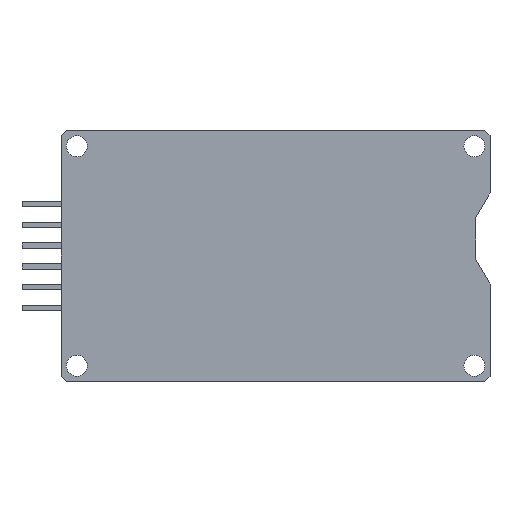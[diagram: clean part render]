
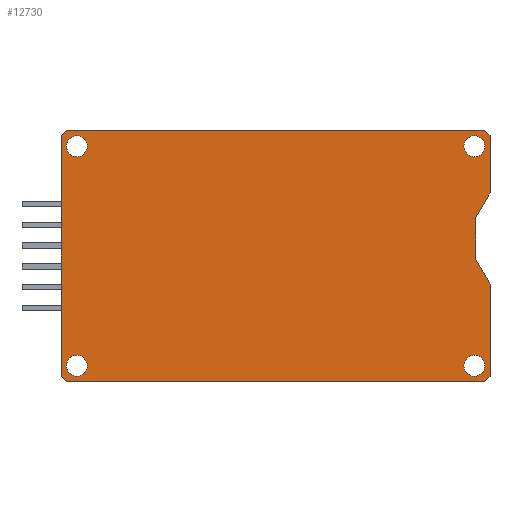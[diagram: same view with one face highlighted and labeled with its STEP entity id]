
A CAD part, front view. The second image highlights one B-rep face of the part: STEP entity #12730.
In plain terms, the highlighted planar face has unit normal (0, -1, 0).
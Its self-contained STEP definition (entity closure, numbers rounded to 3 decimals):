
#12067=CARTESIAN_POINT('',(20.5,0.,11.5));
#12068=VERTEX_POINT('',#12067);
#12069=CARTESIAN_POINT('',(20.5,0.,6.029));
#12070=VERTEX_POINT('',#12069);
#12071=CARTESIAN_POINT('',(20.5,0.,11.5));
#12072=DIRECTION('',(-0.,0.,-1.));
#12073=VECTOR('',#12072,5.471);
#12074=LINE('',#12071,#12073);
#12075=EDGE_CURVE('',#12068,#12070,#12074,.T.);
#12454=CARTESIAN_POINT('',(20.5,0.,-2.678));
#12455=VERTEX_POINT('',#12454);
#12462=CARTESIAN_POINT('',(20.5,0.,-11.5));
#12463=VERTEX_POINT('',#12462);
#12464=CARTESIAN_POINT('',(20.5,0.,-2.678));
#12465=DIRECTION('',(-0.,0.,-1.));
#12466=VECTOR('',#12465,8.822);
#12467=LINE('',#12464,#12466);
#12468=EDGE_CURVE('',#12455,#12463,#12467,.T.);
#12485=CARTESIAN_POINT('',(20.,0.,-12.));
#12486=VERTEX_POINT('',#12485);
#12487=CARTESIAN_POINT('',(20.5,0.,-11.5));
#12488=DIRECTION('',(-0.707,0.,-0.707));
#12489=VECTOR('',#12488,0.707);
#12490=LINE('',#12487,#12489);
#12491=EDGE_CURVE('',#12463,#12486,#12490,.T.);
#12510=CARTESIAN_POINT('',(-20.,0.,-12.));
#12511=VERTEX_POINT('',#12510);
#12512=CARTESIAN_POINT('',(20.,0.,-12.));
#12513=DIRECTION('',(-1.,0.,0.));
#12514=VECTOR('',#12513,40.);
#12515=LINE('',#12512,#12514);
#12516=EDGE_CURVE('',#12486,#12511,#12515,.T.);
#12535=CARTESIAN_POINT('',(-20.5,0.,-11.5));
#12536=VERTEX_POINT('',#12535);
#12537=CARTESIAN_POINT('',(-20.,0.,-12.));
#12538=DIRECTION('',(-0.707,0.,0.707));
#12539=VECTOR('',#12538,0.707);
#12540=LINE('',#12537,#12539);
#12541=EDGE_CURVE('',#12511,#12536,#12540,.T.);
#12560=CARTESIAN_POINT('',(-20.5,0.,11.5));
#12561=VERTEX_POINT('',#12560);
#12562=CARTESIAN_POINT('',(-20.5,0.,-11.5));
#12563=DIRECTION('',(0.,0.,1.));
#12564=VECTOR('',#12563,23.);
#12565=LINE('',#12562,#12564);
#12566=EDGE_CURVE('',#12536,#12561,#12565,.T.);
#12585=CARTESIAN_POINT('',(-20.,0.,12.));
#12586=VERTEX_POINT('',#12585);
#12587=CARTESIAN_POINT('',(-20.5,0.,11.5));
#12588=DIRECTION('',(0.707,0.,0.707));
#12589=VECTOR('',#12588,0.707);
#12590=LINE('',#12587,#12589);
#12591=EDGE_CURVE('',#12561,#12586,#12590,.T.);
#12610=CARTESIAN_POINT('',(20.,0.,12.));
#12611=VERTEX_POINT('',#12610);
#12612=CARTESIAN_POINT('',(-20.,0.,12.));
#12613=DIRECTION('',(1.,0.,-0.));
#12614=VECTOR('',#12613,40.);
#12615=LINE('',#12612,#12614);
#12616=EDGE_CURVE('',#12586,#12611,#12615,.T.);
#12635=CARTESIAN_POINT('',(20.,0.,12.));
#12636=DIRECTION('',(0.707,0.,-0.707));
#12637=VECTOR('',#12636,0.707);
#12638=LINE('',#12635,#12637);
#12639=EDGE_CURVE('',#12611,#12068,#12638,.T.);
#12648=CARTESIAN_POINT('',(0.,0.,0.));
#12649=DIRECTION('',(0.,1.,0.));
#12650=DIRECTION('',(0.,0.,1.));
#12651=AXIS2_PLACEMENT_3D('',#12648,#12649,#12650);
#12652=PLANE('',#12651);
#12653=CARTESIAN_POINT('',(19.,0.,-9.5));
#12654=VERTEX_POINT('',#12653);
#12655=CARTESIAN_POINT('',(19.,0.,-10.5));
#12656=DIRECTION('',(0.,1.,0.));
#12657=DIRECTION('',(0.,-0.,1.));
#12658=AXIS2_PLACEMENT_3D('',#12655,#12656,#12657);
#12659=CIRCLE('',#12658,1.);
#12660=EDGE_CURVE('',#12654,#12654,#12659,.T.);
#12661=ORIENTED_EDGE('',*,*,#12660,.T.);
#12662=EDGE_LOOP('',(#12661));
#12663=FACE_BOUND('',#12662,.T.);
#12664=CARTESIAN_POINT('',(-19.,0.,11.5));
#12665=VERTEX_POINT('',#12664);
#12666=CARTESIAN_POINT('',(-19.,0.,10.5));
#12667=DIRECTION('',(0.,1.,0.));
#12668=DIRECTION('',(0.,-0.,1.));
#12669=AXIS2_PLACEMENT_3D('',#12666,#12667,#12668);
#12670=CIRCLE('',#12669,1.);
#12671=EDGE_CURVE('',#12665,#12665,#12670,.T.);
#12672=ORIENTED_EDGE('',*,*,#12671,.T.);
#12673=EDGE_LOOP('',(#12672));
#12674=FACE_BOUND('',#12673,.T.);
#12675=CARTESIAN_POINT('',(19.,0.,11.5));
#12676=VERTEX_POINT('',#12675);
#12677=CARTESIAN_POINT('',(19.,0.,10.5));
#12678=DIRECTION('',(0.,1.,0.));
#12679=DIRECTION('',(0.,-0.,1.));
#12680=AXIS2_PLACEMENT_3D('',#12677,#12678,#12679);
#12681=CIRCLE('',#12680,1.);
#12682=EDGE_CURVE('',#12676,#12676,#12681,.T.);
#12683=ORIENTED_EDGE('',*,*,#12682,.T.);
#12684=EDGE_LOOP('',(#12683));
#12685=FACE_BOUND('',#12684,.T.);
#12686=CARTESIAN_POINT('',(-19.,0.,-9.5));
#12687=VERTEX_POINT('',#12686);
#12688=CARTESIAN_POINT('',(-19.,0.,-10.5));
#12689=DIRECTION('',(0.,1.,0.));
#12690=DIRECTION('',(0.,-0.,1.));
#12691=AXIS2_PLACEMENT_3D('',#12688,#12689,#12690);
#12692=CIRCLE('',#12691,1.);
#12693=EDGE_CURVE('',#12687,#12687,#12692,.T.);
#12694=ORIENTED_EDGE('',*,*,#12693,.T.);
#12695=EDGE_LOOP('',(#12694));
#12696=FACE_BOUND('',#12695,.T.);
#12697=CARTESIAN_POINT('',(19.124,0.,-0.32));
#12698=VERTEX_POINT('',#12697);
#12699=CARTESIAN_POINT('',(19.124,0.,3.67));
#12700=VERTEX_POINT('',#12699);
#12701=CARTESIAN_POINT('',(19.124,0.,-0.32));
#12702=DIRECTION('',(0.,0.,1.));
#12703=VECTOR('',#12702,3.99);
#12704=LINE('',#12701,#12703);
#12705=EDGE_CURVE('',#12698,#12700,#12704,.T.);
#12706=ORIENTED_EDGE('',*,*,#12705,.T.);
#12707=CARTESIAN_POINT('',(19.124,0.,3.67));
#12708=DIRECTION('',(0.504,0.,0.864));
#12709=VECTOR('',#12708,2.731);
#12710=LINE('',#12707,#12709);
#12711=EDGE_CURVE('',#12700,#12070,#12710,.T.);
#12712=ORIENTED_EDGE('',*,*,#12711,.T.);
#12713=ORIENTED_EDGE('',*,*,#12075,.F.);
#12714=ORIENTED_EDGE('',*,*,#12639,.F.);
#12715=ORIENTED_EDGE('',*,*,#12616,.F.);
#12716=ORIENTED_EDGE('',*,*,#12591,.F.);
#12717=ORIENTED_EDGE('',*,*,#12566,.F.);
#12718=ORIENTED_EDGE('',*,*,#12541,.F.);
#12719=ORIENTED_EDGE('',*,*,#12516,.F.);
#12720=ORIENTED_EDGE('',*,*,#12491,.F.);
#12721=ORIENTED_EDGE('',*,*,#12468,.F.);
#12722=CARTESIAN_POINT('',(20.5,0.,-2.678));
#12723=DIRECTION('',(-0.504,0.,0.864));
#12724=VECTOR('',#12723,2.731);
#12725=LINE('',#12722,#12724);
#12726=EDGE_CURVE('',#12455,#12698,#12725,.T.);
#12727=ORIENTED_EDGE('',*,*,#12726,.T.);
#12728=EDGE_LOOP('',(#12706,#12712,#12713,#12714,#12715,#12716,#12717,#12718,#12719,#12720,#12721,#12727));
#12729=FACE_BOUND('',#12728,.T.);
#12730=ADVANCED_FACE('',(#12663,#12674,#12685,#12696,#12729),#12652,.F.);
